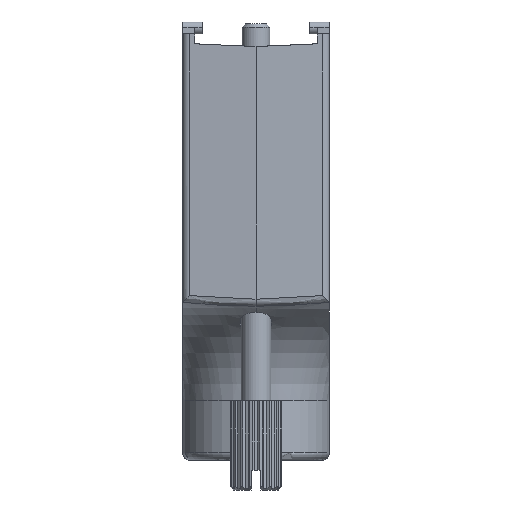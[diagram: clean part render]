
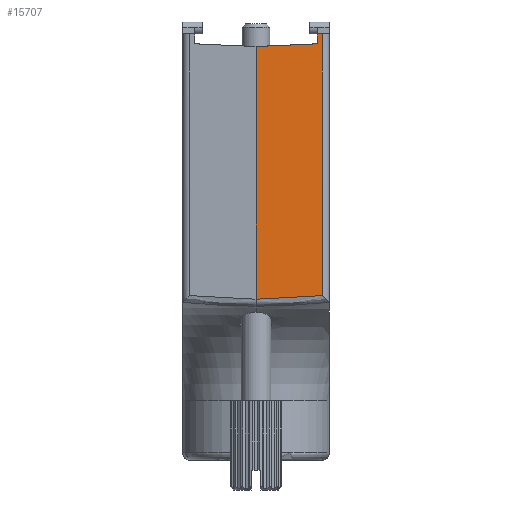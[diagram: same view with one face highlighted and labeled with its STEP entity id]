
A CAD part, left-side view. The second image highlights one B-rep face of the part: STEP entity #15707.
In plain terms, the highlighted planar face has unit normal (-0.999, -0.044, 0).
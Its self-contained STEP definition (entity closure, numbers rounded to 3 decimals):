
#227 = DIRECTION ( 'NONE',  ( 0., 0., 1. ) ) ;
#258 = CARTESIAN_POINT ( 'NONE',  ( -20.101, -1.117, -27.977 ) ) ;
#739 = VERTEX_POINT ( 'NONE', #19710 ) ;
#1969 = CARTESIAN_POINT ( 'NONE',  ( -19.879, -6.2, -1.2 ) ) ;
#2255 = ORIENTED_EDGE ( 'NONE', *, *, #10865, .T. ) ;
#2523 = ORIENTED_EDGE ( 'NONE', *, *, #11508, .F. ) ;
#2844 = VERTEX_POINT ( 'NONE', #16991 ) ;
#2868 = EDGE_CURVE ( 'NONE', #739, #26047, #3424, .T. ) ;
#2992 = CARTESIAN_POINT ( 'NONE',  ( -20.15, 0., -27.958 ) ) ;
#3306 = CARTESIAN_POINT ( 'NONE',  ( -20.15, 0., -1.2 ) ) ;
#3424 = LINE ( 'NONE', #5435, #19567 ) ;
#4090 = CARTESIAN_POINT ( 'NONE',  ( -20.15, 0., -21. ) ) ;
#5071 = DIRECTION ( 'NONE',  ( 0.044, -0.999, 0. ) ) ;
#5435 = CARTESIAN_POINT ( 'NONE',  ( -20.185, 0.806, -2.506 ) ) ;
#5578 = DIRECTION ( 'NONE',  ( 0.044, -0.998, 0.044 ) ) ;
#6815 = DIRECTION ( 'NONE',  ( 0., 0., 1. ) ) ;
#7325 = ORIENTED_EDGE ( 'NONE', *, *, #16160, .F. ) ;
#7418 = B_SPLINE_CURVE_WITH_KNOTS ( 'NONE', 3,
 ( #2992, #258, #22773, #18010, #26968, #20175 ),
 .UNSPECIFIED., .F., .F.,
 ( 4, 2, 4 ),
 ( 0., 0.003, 0.007 ),
 .UNSPECIFIED. ) ;
#8203 = DIRECTION ( 'NONE',  ( 0.044, -0.999, 0. ) ) ;
#8905 = ORIENTED_EDGE ( 'NONE', *, *, #28105, .F. ) ;
#9010 = CARTESIAN_POINT ( 'NONE',  ( -19.858, -6.683, -1.2 ) ) ;
#9026 = CARTESIAN_POINT ( 'NONE',  ( -19.858, -6.683, -21. ) ) ;
#10690 = VECTOR ( 'NONE', #227, 1000. ) ;
#10865 = EDGE_CURVE ( 'NONE', #2844, #13518, #12012, .T. ) ;
#11508 = EDGE_CURVE ( 'NONE', #22120, #13518, #14584, .T. ) ;
#12012 = LINE ( 'NONE', #9026, #10690 ) ;
#12293 = AXIS2_PLACEMENT_3D ( 'NONE', #4090, #12912, #5071 ) ;
#12912 = DIRECTION ( 'NONE',  ( -0.999, -0.044, 0. ) ) ;
#13465 = CARTESIAN_POINT ( 'NONE',  ( -19.879, -6.2, -21. ) ) ;
#13518 = VERTEX_POINT ( 'NONE', #9010 ) ;
#14584 = LINE ( 'NONE', #3306, #23106 ) ;
#15707 = ADVANCED_FACE ( 'NONE', ( #26054 ), #23889, .T. ) ;
#16160 = EDGE_CURVE ( 'NONE', #26792, #739, #16177, .T. ) ;
#16177 = LINE ( 'NONE', #24995, #20649 ) ;
#16991 = CARTESIAN_POINT ( 'NONE',  ( -19.858, -6.683, -27.594 ) ) ;
#17379 = LINE ( 'NONE', #13465, #17708 ) ;
#17708 = VECTOR ( 'NONE', #6815, 1000. ) ;
#18010 = CARTESIAN_POINT ( 'NONE',  ( -19.955, -4.46, -27.802 ) ) ;
#19567 = VECTOR ( 'NONE', #5578, 1000. ) ;
#19710 = CARTESIAN_POINT ( 'NONE',  ( -20.15, 0., -2.471 ) ) ;
#19757 = EDGE_LOOP ( 'NONE', ( #7325, #20895, #2255, #2523, #8905, #23425 ) ) ;
#20175 = CARTESIAN_POINT ( 'NONE',  ( -19.858, -6.683, -27.594 ) ) ;
#20649 = VECTOR ( 'NONE', #27296, 1000. ) ;
#20895 = ORIENTED_EDGE ( 'NONE', *, *, #27768, .T. ) ;
#22120 = VERTEX_POINT ( 'NONE', #1969 ) ;
#22773 = CARTESIAN_POINT ( 'NONE',  ( -20.053, -2.232, -27.944 ) ) ;
#23106 = VECTOR ( 'NONE', #8203, 1000. ) ;
#23425 = ORIENTED_EDGE ( 'NONE', *, *, #2868, .F. ) ;
#23889 = PLANE ( 'NONE',  #12293 ) ;
#24995 = CARTESIAN_POINT ( 'NONE',  ( -20.15, 0., -21. ) ) ;
#26047 = VERTEX_POINT ( 'NONE', #27824 ) ;
#26054 = FACE_OUTER_BOUND ( 'NONE', #19757, .T. ) ;
#26792 = VERTEX_POINT ( 'NONE', #28171 ) ;
#26968 = CARTESIAN_POINT ( 'NONE',  ( -19.907, -5.571, -27.696 ) ) ;
#27296 = DIRECTION ( 'NONE',  ( 0., 0., 1. ) ) ;
#27768 = EDGE_CURVE ( 'NONE', #26792, #2844, #7418, .T. ) ;
#27824 = CARTESIAN_POINT ( 'NONE',  ( -19.879, -6.2, -2.2 ) ) ;
#28105 = EDGE_CURVE ( 'NONE', #26047, #22120, #17379, .T. ) ;
#28171 = CARTESIAN_POINT ( 'NONE',  ( -20.15, 0., -27.958 ) ) ;
